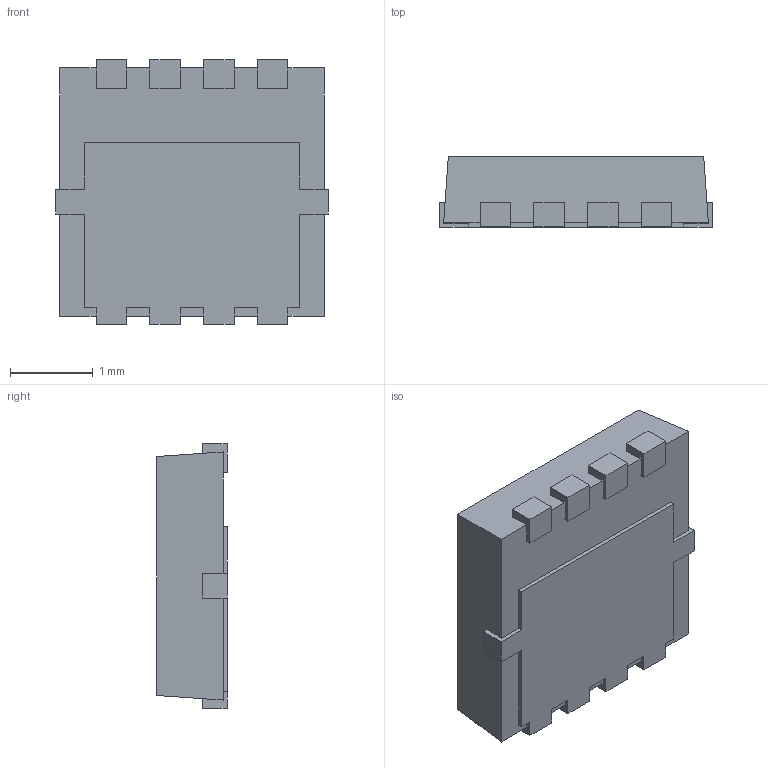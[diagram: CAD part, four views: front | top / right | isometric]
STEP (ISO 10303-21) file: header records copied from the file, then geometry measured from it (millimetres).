
FILE_DESCRIPTION(/* description */ (''),/* implementation_level */ '2;1');
FILE_NAME(/* name */ 'HSMT8.step',/* time_stamp */ '2021-09-10T18:49:21-04:00',/* author */ (''),/* organization */ (''),/* preprocessor_version */ 'ST-DEVELOPER v18.1',/* originating_system */ 'Autodesk Translation Framework v10.10.0.1391',/* authorisation */ '');
FILE_SCHEMA (('AUTOMOTIVE_DESIGN { 1 0 10303 214 3 1 1 }'));
Length unit declared in the file: millimetre
Products named in the file (1): HSMT8
Bounding box: 3.3 x 0.85 x 3.2 mm (x, y, z)
Volume: 7.8 mm3; surface area: 48.7 mm2
Topology: 7 solids, 7 shells, 109 faces, 282 edges, 188 vertices
Faces by surface type: plane 107, cylinder 2
Full cylindrical faces by diameter (mm): 0.37 x2
Entity records: 3301 total; most frequent: CARTESIAN_POINT 580, ORIENTED_EDGE 564, DIRECTION 506, EDGE_CURVE 282, LINE 278, VECTOR 278, VERTEX_POINT 188, AXIS2_PLACEMENT_3D 114
